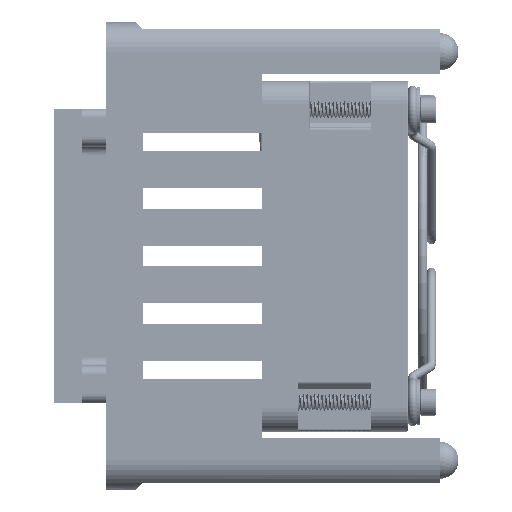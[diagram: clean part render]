
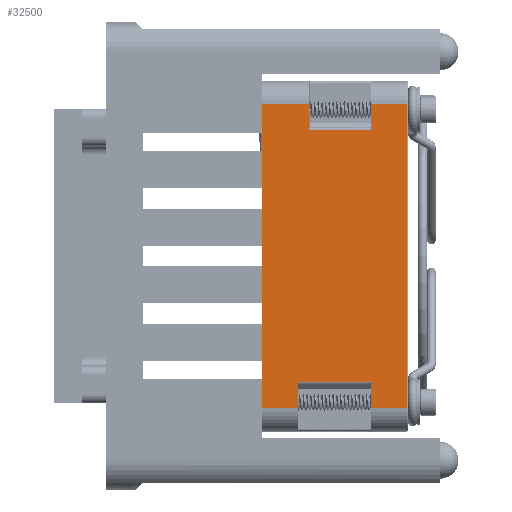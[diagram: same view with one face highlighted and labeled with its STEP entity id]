
A CAD part, left-side view. The second image highlights one B-rep face of the part: STEP entity #32500.
In plain terms, the highlighted planar face has unit normal (-1, 0, 0).
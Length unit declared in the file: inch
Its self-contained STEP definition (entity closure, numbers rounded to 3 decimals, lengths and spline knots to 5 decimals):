
#2794 = DIRECTION ( 'NONE',  ( 0., 0., 1. ) ) ;
#3131 = DIRECTION ( 'NONE',  ( 0., 0., -1. ) ) ;
#4296 = LINE ( 'NONE', #60723, #14561 ) ;
#4449 = VERTEX_POINT ( 'NONE', #51868 ) ;
#4825 = VERTEX_POINT ( 'NONE', #13097 ) ;
#5426 = CARTESIAN_POINT ( 'NONE',  ( -1.1811, -1.78622, 1.02362 ) ) ;
#5796 = LINE ( 'NONE', #67393, #62159 ) ;
#6878 = EDGE_CURVE ( 'NONE', #13606, #101688, #59559, .T. ) ;
#7078 = VECTOR ( 'NONE', #57390, 39.37008 ) ;
#7880 = LINE ( 'NONE', #39136, #9123 ) ;
#8323 = EDGE_LOOP ( 'NONE', ( #91502, #88253, #15223, #87494, #44337, #9998, #71316, #59860, #14896, #57562, #17004, #95752 ) ) ;
#9123 = VECTOR ( 'NONE', #26808, 39.37008 ) ;
#9998 = ORIENTED_EDGE ( 'NONE', *, *, #95204, .T. ) ;
#10143 = CARTESIAN_POINT ( 'NONE',  ( -1.1811, -1.05, -1.02362 ) ) ;
#10182 = LINE ( 'NONE', #35270, #7078 ) ;
#11787 = CARTESIAN_POINT ( 'NONE',  ( -1.1811, -1.05394, -1.02362 ) ) ;
#12297 = FACE_OUTER_BOUND ( 'NONE', #8323, .T. ) ;
#12384 = VERTEX_POINT ( 'NONE', #70633 ) ;
#13097 = CARTESIAN_POINT ( 'NONE',  ( -1.1811, -1.05394, -1.02362 ) ) ;
#13352 = DIRECTION ( 'NONE',  ( 0., -1., 0. ) ) ;
#13606 = VERTEX_POINT ( 'NONE', #5426 ) ;
#14561 = VECTOR ( 'NONE', #98231, 39.37008 ) ;
#14896 = ORIENTED_EDGE ( 'NONE', *, *, #95129, .T. ) ;
#15223 = ORIENTED_EDGE ( 'NONE', *, *, #53085, .T. ) ;
#17004 = ORIENTED_EDGE ( 'NONE', *, *, #58538, .T. ) ;
#20869 = VECTOR ( 'NONE', #13352, 39.37008 ) ;
#20885 = DIRECTION ( 'NONE',  ( 0., 0., 1. ) ) ;
#22403 = CARTESIAN_POINT ( 'NONE',  ( -1.1811, 0.4347, -0.84646 ) ) ;
#26730 = VERTEX_POINT ( 'NONE', #79814 ) ;
#26808 = DIRECTION ( 'NONE',  ( 0., -1., 0. ) ) ;
#29607 = LINE ( 'NONE', #22403, #79017 ) ;
#31151 = EDGE_CURVE ( 'NONE', #34308, #4825, #36365, .T. ) ;
#32500 = ADVANCED_FACE ( 'NONE', ( #12297 ), #44571, .F. ) ;
#34068 = CARTESIAN_POINT ( 'NONE',  ( -1.1811, -1.78622, 0.84646 ) ) ;
#34308 = VERTEX_POINT ( 'NONE', #85502 ) ;
#35270 = CARTESIAN_POINT ( 'NONE',  ( -1.1811, -1.05, 1.02362 ) ) ;
#36365 = LINE ( 'NONE', #11787, #92706 ) ;
#36387 = CARTESIAN_POINT ( 'NONE',  ( -1.1811, -1.05, -1.02362 ) ) ;
#36838 = CARTESIAN_POINT ( 'NONE',  ( -1.1811, -1.29803, -1.02362 ) ) ;
#37931 = LINE ( 'NONE', #69254, #20869 ) ;
#38806 = DIRECTION ( 'NONE',  ( 0., -1., 0. ) ) ;
#39136 = CARTESIAN_POINT ( 'NONE',  ( -1.1811, -1.05, 1.02362 ) ) ;
#41412 = DIRECTION ( 'NONE',  ( 0., -1., 0. ) ) ;
#42121 = VERTEX_POINT ( 'NONE', #87732 ) ;
#43002 = CARTESIAN_POINT ( 'NONE',  ( -1.1811, -2.03031, -1.02362 ) ) ;
#43940 = CARTESIAN_POINT ( 'NONE',  ( -1.1811, -2.03031, -1.02362 ) ) ;
#44337 = ORIENTED_EDGE ( 'NONE', *, *, #31151, .T. ) ;
#44571 = PLANE ( 'NONE',  #54978 ) ;
#44987 = LINE ( 'NONE', #91244, #83958 ) ;
#46321 = VECTOR ( 'NONE', #3131, 39.37008 ) ;
#46542 = EDGE_CURVE ( 'NONE', #26730, #12384, #29607, .T. ) ;
#49145 = LINE ( 'NONE', #10143, #98355 ) ;
#51657 = DIRECTION ( 'NONE',  ( 0., 0., 1. ) ) ;
#51868 = CARTESIAN_POINT ( 'NONE',  ( -1.1811, -1.78622, -1.02362 ) ) ;
#53085 = EDGE_CURVE ( 'NONE', #76754, #77196, #44987, .T. ) ;
#54978 = AXIS2_PLACEMENT_3D ( 'NONE', #36387, #76938, #98533 ) ;
#57390 = DIRECTION ( 'NONE',  ( 0., -1., 0. ) ) ;
#57562 = ORIENTED_EDGE ( 'NONE', *, *, #77247, .T. ) ;
#58538 = EDGE_CURVE ( 'NONE', #62739, #42121, #98401, .T. ) ;
#59559 = LINE ( 'NONE', #66744, #46321 ) ;
#59860 = ORIENTED_EDGE ( 'NONE', *, *, #46542, .T. ) ;
#60723 = CARTESIAN_POINT ( 'NONE',  ( -1.1811, -1.78622, -1.02362 ) ) ;
#62159 = VECTOR ( 'NONE', #75633, 39.37008 ) ;
#62739 = VERTEX_POINT ( 'NONE', #43002 ) ;
#63074 = VECTOR ( 'NONE', #51657, 39.37008 ) ;
#63507 = VECTOR ( 'NONE', #2794, 39.37008 ) ;
#64408 = LINE ( 'NONE', #87503, #63507 ) ;
#64591 = EDGE_CURVE ( 'NONE', #69537, #26730, #64408, .T. ) ;
#66744 = CARTESIAN_POINT ( 'NONE',  ( -1.1811, -1.78622, -1.02362 ) ) ;
#67393 = CARTESIAN_POINT ( 'NONE',  ( -1.1811, -1.05, -1.02362 ) ) ;
#69254 = CARTESIAN_POINT ( 'NONE',  ( -1.1811, 0.4347, 0.84646 ) ) ;
#69537 = VERTEX_POINT ( 'NONE', #36838 ) ;
#70633 = CARTESIAN_POINT ( 'NONE',  ( -1.1811, -1.78622, -0.84646 ) ) ;
#71316 = ORIENTED_EDGE ( 'NONE', *, *, #64591, .T. ) ;
#75633 = DIRECTION ( 'NONE',  ( 0., -1., 0. ) ) ;
#76754 = VERTEX_POINT ( 'NONE', #93499 ) ;
#76938 = DIRECTION ( 'NONE',  ( 1., 0., 0. ) ) ;
#77196 = VERTEX_POINT ( 'NONE', #88681 ) ;
#77247 = EDGE_CURVE ( 'NONE', #4449, #62739, #49145, .T. ) ;
#79017 = VECTOR ( 'NONE', #38806, 39.37008 ) ;
#79814 = CARTESIAN_POINT ( 'NONE',  ( -1.1811, -1.29803, -0.84646 ) ) ;
#83958 = VECTOR ( 'NONE', #20885, 39.37008 ) ;
#85502 = CARTESIAN_POINT ( 'NONE',  ( -1.1811, -1.05394, 1.02362 ) ) ;
#85521 = EDGE_CURVE ( 'NONE', #13606, #42121, #10182, .T. ) ;
#87494 = ORIENTED_EDGE ( 'NONE', *, *, #89437, .F. ) ;
#87503 = CARTESIAN_POINT ( 'NONE',  ( -1.1811, -1.29803, -1.02362 ) ) ;
#87732 = CARTESIAN_POINT ( 'NONE',  ( -1.1811, -2.03031, 1.02362 ) ) ;
#88253 = ORIENTED_EDGE ( 'NONE', *, *, #98521, .F. ) ;
#88681 = CARTESIAN_POINT ( 'NONE',  ( -1.1811, -1.3689, 1.02362 ) ) ;
#89437 = EDGE_CURVE ( 'NONE', #34308, #77196, #7880, .T. ) ;
#91244 = CARTESIAN_POINT ( 'NONE',  ( -1.1811, -1.3689, 1.02362 ) ) ;
#91502 = ORIENTED_EDGE ( 'NONE', *, *, #6878, .T. ) ;
#92706 = VECTOR ( 'NONE', #98021, 39.37008 ) ;
#93499 = CARTESIAN_POINT ( 'NONE',  ( -1.1811, -1.3689, 0.84646 ) ) ;
#95129 = EDGE_CURVE ( 'NONE', #12384, #4449, #4296, .T. ) ;
#95204 = EDGE_CURVE ( 'NONE', #4825, #69537, #5796, .T. ) ;
#95752 = ORIENTED_EDGE ( 'NONE', *, *, #85521, .F. ) ;
#98021 = DIRECTION ( 'NONE',  ( 0., 0., -1. ) ) ;
#98231 = DIRECTION ( 'NONE',  ( 0., 0., -1. ) ) ;
#98355 = VECTOR ( 'NONE', #41412, 39.37008 ) ;
#98401 = LINE ( 'NONE', #43940, #63074 ) ;
#98521 = EDGE_CURVE ( 'NONE', #76754, #101688, #37931, .T. ) ;
#98533 = DIRECTION ( 'NONE',  ( 0., 0., -1. ) ) ;
#101688 = VERTEX_POINT ( 'NONE', #34068 ) ;
